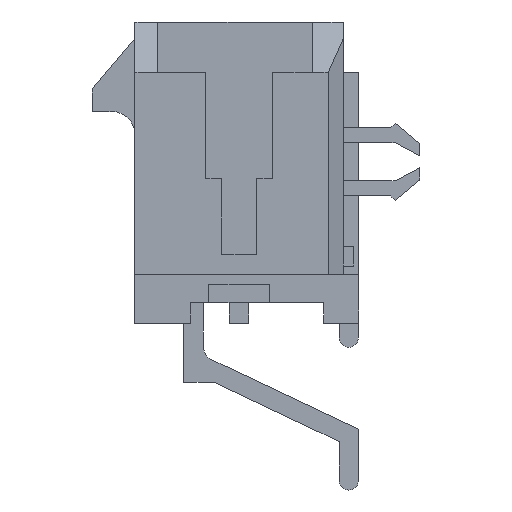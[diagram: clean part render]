
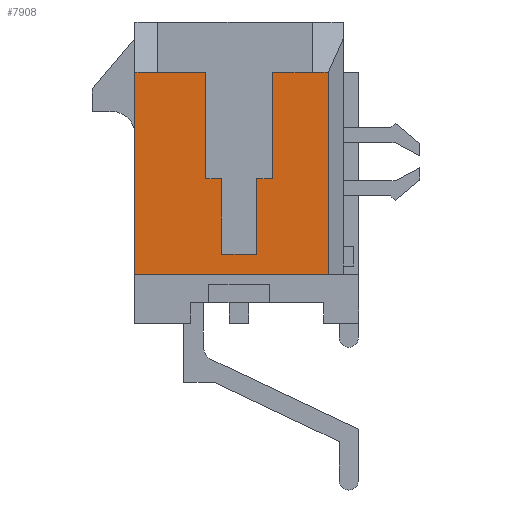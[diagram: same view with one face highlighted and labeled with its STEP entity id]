
A CAD part, left-side view. The second image highlights one B-rep face of the part: STEP entity #7908.
In plain terms, the highlighted planar face has unit normal (-1, 0, 0).
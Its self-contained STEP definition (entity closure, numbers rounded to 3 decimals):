
#1384=DIRECTION('',(0.,0.,-1.));
#1385=VECTOR('',#1384,3.5);
#1386=CARTESIAN_POINT('',(-9.325,-1.1,3.305));
#1387=LINE('',#1386,#1385);
#1388=DIRECTION('',(0.,1.,0.));
#1389=VECTOR('',#1388,1.31);
#1390=CARTESIAN_POINT('',(-9.325,-2.41,3.305));
#1391=LINE('',#1390,#1389);
#1392=DIRECTION('',(0.,-1.,0.));
#1393=VECTOR('',#1392,0.52);
#1394=CARTESIAN_POINT('',(-9.325,-2.41,3.305));
#1395=LINE('',#1394,#1393);
#1396=DIRECTION('',(0.,0.,-1.));
#1397=VECTOR('',#1396,6.66);
#1398=CARTESIAN_POINT('',(-9.325,-2.93,3.305));
#1399=LINE('',#1398,#1397);
#1400=DIRECTION('',(0.,1.,0.));
#1401=VECTOR('',#1400,6.36);
#1402=CARTESIAN_POINT('',(-9.325,-2.93,-3.355));
#1403=LINE('',#1402,#1401);
#1404=DIRECTION('',(0.,0.,1.));
#1405=VECTOR('',#1404,6.66);
#1406=CARTESIAN_POINT('',(-9.325,3.43,-3.355));
#1407=LINE('',#1406,#1405);
#1408=DIRECTION('',(0.,-1.,0.));
#1409=VECTOR('',#1408,0.75);
#1410=CARTESIAN_POINT('',(-9.325,3.43,3.305));
#1411=LINE('',#1410,#1409);
#1412=DIRECTION('',(0.,1.,0.));
#1413=VECTOR('',#1412,1.58);
#1414=CARTESIAN_POINT('',(-9.325,1.1,3.305));
#1415=LINE('',#1414,#1413);
#1416=DIRECTION('',(0.,0.,-1.));
#1417=VECTOR('',#1416,3.5);
#1418=CARTESIAN_POINT('',(-9.325,1.1,3.305));
#1419=LINE('',#1418,#1417);
#1420=DIRECTION('',(0.,1.,0.));
#1421=VECTOR('',#1420,0.525);
#1422=CARTESIAN_POINT('',(-9.325,0.575,-0.195));
#1423=LINE('',#1422,#1421);
#1424=DIRECTION('',(0.,0.,1.));
#1425=VECTOR('',#1424,2.5);
#1426=CARTESIAN_POINT('',(-9.325,0.575,-2.695));
#1427=LINE('',#1426,#1425);
#1428=DIRECTION('',(0.,1.,0.));
#1429=VECTOR('',#1428,1.15);
#1430=CARTESIAN_POINT('',(-9.325,-0.575,-2.695));
#1431=LINE('',#1430,#1429);
#1432=DIRECTION('',(0.,0.,-1.));
#1433=VECTOR('',#1432,2.5);
#1434=CARTESIAN_POINT('',(-9.325,-0.575,-0.195));
#1435=LINE('',#1434,#1433);
#1436=DIRECTION('',(0.,1.,0.));
#1437=VECTOR('',#1436,0.525);
#1438=CARTESIAN_POINT('',(-9.325,-1.1,-0.195));
#1439=LINE('',#1438,#1437);
#4826=CARTESIAN_POINT('',(-9.325,3.43,3.305));
#4828=VERTEX_POINT('',#4826);
#4877=CARTESIAN_POINT('',(-9.325,2.68,3.305));
#4878=VERTEX_POINT('',#4877);
#4879=CARTESIAN_POINT('',(-9.325,-2.41,3.305));
#4880=VERTEX_POINT('',#4879);
#4999=CARTESIAN_POINT('',(-9.325,-1.1,3.305));
#5000=CARTESIAN_POINT('',(-9.325,-1.1,-0.195));
#5001=VERTEX_POINT('',#4999);
#5002=VERTEX_POINT('',#5000);
#5003=CARTESIAN_POINT('',(-9.325,-0.575,-0.195));
#5004=VERTEX_POINT('',#5003);
#5005=CARTESIAN_POINT('',(-9.325,-0.575,-2.695));
#5006=VERTEX_POINT('',#5005);
#5007=CARTESIAN_POINT('',(-9.325,0.575,-2.695));
#5008=VERTEX_POINT('',#5007);
#5009=CARTESIAN_POINT('',(-9.325,0.575,-0.195));
#5010=VERTEX_POINT('',#5009);
#5011=CARTESIAN_POINT('',(-9.325,1.1,-0.195));
#5012=VERTEX_POINT('',#5011);
#5013=CARTESIAN_POINT('',(-9.325,1.1,3.305));
#5014=VERTEX_POINT('',#5013);
#6027=CARTESIAN_POINT('',(-9.325,3.43,-3.355));
#6028=VERTEX_POINT('',#6027);
#6033=CARTESIAN_POINT('',(-9.325,-2.93,3.305));
#6034=VERTEX_POINT('',#6033);
#6035=CARTESIAN_POINT('',(-9.325,-2.93,-3.355));
#6036=VERTEX_POINT('',#6035);
#7876=CARTESIAN_POINT('',(-9.325,0.,0.));
#7877=DIRECTION('',(1.,0.,0.));
#7878=DIRECTION('',(0.,0.,-1.));
#7879=AXIS2_PLACEMENT_3D('',#7876,#7877,#7878);
#7880=PLANE('',#7879);
#7882=ORIENTED_EDGE('',*,*,#7881,.F.);
#7884=ORIENTED_EDGE('',*,*,#7883,.F.);
#7886=ORIENTED_EDGE('',*,*,#7885,.T.);
#7887=ORIENTED_EDGE('',*,*,#7862,.T.);
#7888=ORIENTED_EDGE('',*,*,#7382,.T.);
#7889=ORIENTED_EDGE('',*,*,#7211,.T.);
#7891=ORIENTED_EDGE('',*,*,#7890,.T.);
#7893=ORIENTED_EDGE('',*,*,#7892,.F.);
#7895=ORIENTED_EDGE('',*,*,#7894,.T.);
#7897=ORIENTED_EDGE('',*,*,#7896,.F.);
#7899=ORIENTED_EDGE('',*,*,#7898,.F.);
#7901=ORIENTED_EDGE('',*,*,#7900,.F.);
#7903=ORIENTED_EDGE('',*,*,#7902,.F.);
#7905=ORIENTED_EDGE('',*,*,#7904,.F.);
#7906=EDGE_LOOP('',(#7882,#7884,#7886,#7887,#7888,#7889,#7891,#7893,#7895,#7897,
#7899,#7901,#7903,#7905));
#7907=FACE_OUTER_BOUND('',#7906,.F.);
#7908=ADVANCED_FACE('',(#7907),#7880,.F.);
#7211=EDGE_CURVE('',#6028,#4828,#1407,.T.);
#7382=EDGE_CURVE('',#6036,#6028,#1403,.T.);
#7862=EDGE_CURVE('',#6034,#6036,#1399,.T.);
#7881=EDGE_CURVE('',#5001,#5002,#1387,.T.);
#7883=EDGE_CURVE('',#4880,#5001,#1391,.T.);
#7885=EDGE_CURVE('',#4880,#6034,#1395,.T.);
#7890=EDGE_CURVE('',#4828,#4878,#1411,.T.);
#7892=EDGE_CURVE('',#5014,#4878,#1415,.T.);
#7894=EDGE_CURVE('',#5014,#5012,#1419,.T.);
#7896=EDGE_CURVE('',#5010,#5012,#1423,.T.);
#7898=EDGE_CURVE('',#5008,#5010,#1427,.T.);
#7900=EDGE_CURVE('',#5006,#5008,#1431,.T.);
#7902=EDGE_CURVE('',#5004,#5006,#1435,.T.);
#7904=EDGE_CURVE('',#5002,#5004,#1439,.T.);
